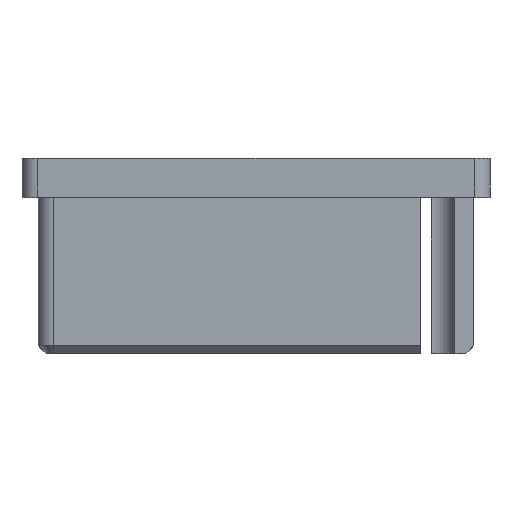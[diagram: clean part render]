
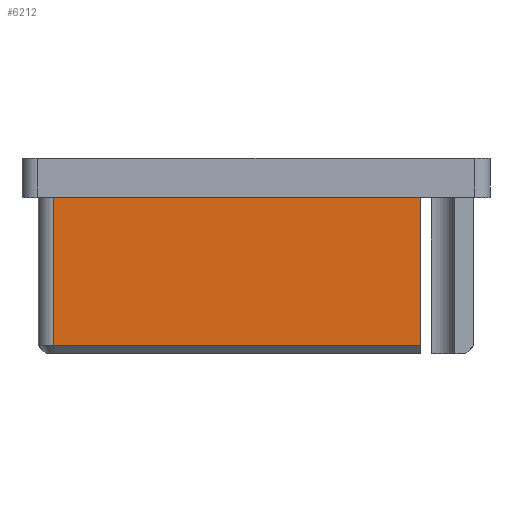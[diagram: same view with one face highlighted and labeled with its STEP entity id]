
A CAD part, top view. The second image highlights one B-rep face of the part: STEP entity #6212.
In plain terms, the highlighted planar face has unit normal (0, 0, 1).
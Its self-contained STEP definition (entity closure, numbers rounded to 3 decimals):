
#916 = VECTOR ( 'NONE', #11011, 1000. ) ;
#922 = ORIENTED_EDGE ( 'NONE', *, *, #5362, .T. ) ;
#1185 = CARTESIAN_POINT ( 'NONE',  ( -27.9, -20., 17.9 ) ) ;
#1796 = CARTESIAN_POINT ( 'NONE',  ( -27.9, 0., 17.9 ) ) ;
#2526 = DIRECTION ( 'NONE',  ( -1., 0., 0. ) ) ;
#2832 = VERTEX_POINT ( 'NONE', #14187 ) ;
#3508 = VECTOR ( 'NONE', #15348, 1000. ) ;
#4195 = CARTESIAN_POINT ( 'NONE',  ( 21.1, -20., 17.9 ) ) ;
#4220 = VERTEX_POINT ( 'NONE', #4740 ) ;
#4740 = CARTESIAN_POINT ( 'NONE',  ( -25.9, -19., 17.9 ) ) ;
#5362 = EDGE_CURVE ( 'NONE', #14859, #4220, #16638, .T. ) ;
#5847 = FACE_OUTER_BOUND ( 'NONE', #13198, .T. ) ;
#6212 = ADVANCED_FACE ( 'NONE', ( #5847 ), #17407, .F. ) ;
#7716 = LINE ( 'NONE', #1796, #9406 ) ;
#8250 = VECTOR ( 'NONE', #16441, 1000. ) ;
#8686 = ORIENTED_EDGE ( 'NONE', *, *, #10114, .T. ) ;
#9178 = AXIS2_PLACEMENT_3D ( 'NONE', #1185, #10669, #2526 ) ;
#9215 = ORIENTED_EDGE ( 'NONE', *, *, #11161, .T. ) ;
#9387 = LINE ( 'NONE', #4195, #916 ) ;
#9406 = VECTOR ( 'NONE', #12806, 1000. ) ;
#10046 = CARTESIAN_POINT ( 'NONE',  ( -25.9, 0., 17.9 ) ) ;
#10114 = EDGE_CURVE ( 'NONE', #12296, #14859, #7716, .T. ) ;
#10669 = DIRECTION ( 'NONE',  ( 0., 0., -1. ) ) ;
#11011 = DIRECTION ( 'NONE',  ( 0., 1., 0. ) ) ;
#11161 = EDGE_CURVE ( 'NONE', #2832, #12296, #9387, .T. ) ;
#11299 = CARTESIAN_POINT ( 'NONE',  ( 21.1, -19., 17.9 ) ) ;
#12296 = VERTEX_POINT ( 'NONE', #15608 ) ;
#12806 = DIRECTION ( 'NONE',  ( -1., 0., 0. ) ) ;
#13198 = EDGE_LOOP ( 'NONE', ( #922, #15269, #9215, #8686 ) ) ;
#13719 = EDGE_CURVE ( 'NONE', #4220, #2832, #15010, .T. ) ;
#14187 = CARTESIAN_POINT ( 'NONE',  ( 21.1, -19., 17.9 ) ) ;
#14859 = VERTEX_POINT ( 'NONE', #10046 ) ;
#15010 = LINE ( 'NONE', #11299, #8250 ) ;
#15220 = CARTESIAN_POINT ( 'NONE',  ( -25.9, -20., 17.9 ) ) ;
#15269 = ORIENTED_EDGE ( 'NONE', *, *, #13719, .T. ) ;
#15348 = DIRECTION ( 'NONE',  ( 0., -1., 0. ) ) ;
#15608 = CARTESIAN_POINT ( 'NONE',  ( 21.1, 0., 17.9 ) ) ;
#16441 = DIRECTION ( 'NONE',  ( 1., 0., 0. ) ) ;
#16638 = LINE ( 'NONE', #15220, #3508 ) ;
#17407 = PLANE ( 'NONE',  #9178 ) ;
